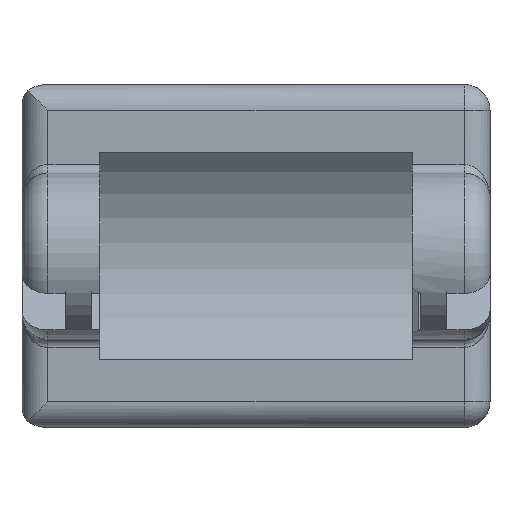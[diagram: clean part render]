
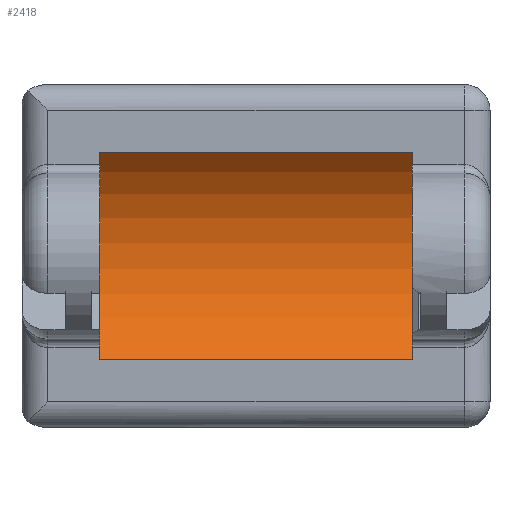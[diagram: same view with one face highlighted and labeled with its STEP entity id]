
A CAD part, left-side view. The second image highlights one B-rep face of the part: STEP entity #2418.
In plain terms, the highlighted cylindrical face has radius 17 mm (diameter 34 mm), a partial arc.
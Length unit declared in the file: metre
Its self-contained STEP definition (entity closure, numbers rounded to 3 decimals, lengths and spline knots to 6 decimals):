
#117=LINE('',#3658,#314);
#120=LINE('',#3664,#317);
#314=VECTOR('',#2888,1.);
#317=VECTOR('',#2893,1.);
#953=ORIENTED_EDGE('',*,*,#1283,.F.);
#954=ORIENTED_EDGE('',*,*,#1312,.F.);
#955=ORIENTED_EDGE('',*,*,#1254,.T.);
#956=ORIENTED_EDGE('',*,*,#1309,.F.);
#1254=EDGE_CURVE('',#1606,#1605,#1829,.T.);
#1283=EDGE_CURVE('',#1632,#1633,#1843,.T.);
#1309=EDGE_CURVE('',#1633,#1605,#117,.T.);
#1312=EDGE_CURVE('',#1606,#1632,#120,.F.);
#1605=VERTEX_POINT('',#3544);
#1606=VERTEX_POINT('',#3546);
#1632=VERTEX_POINT('',#3603);
#1633=VERTEX_POINT('',#3605);
#1829=CIRCLE('',#2507,0.017);
#1843=CIRCLE('',#2526,0.017);
#2033=EDGE_LOOP('',(#953,#954,#955,#956));
#2213=FACE_BOUND('',#2033,.T.);
#2306=CYLINDRICAL_SURFACE('',#2653,0.017);
#2418=ADVANCED_FACE('',(#2213),#2306,.F.);
#2507=AXIS2_PLACEMENT_3D('',#3545,#2795,#2796);
#2526=AXIS2_PLACEMENT_3D('',#3604,#2846,#2847);
#2653=AXIS2_PLACEMENT_3D('',#4132,#3269,#3270);
#2795=DIRECTION('',(0.,1.,0.));
#2796=DIRECTION('',(0.,0.,1.));
#2846=DIRECTION('',(0.,1.,0.));
#2847=DIRECTION('',(0.,0.,1.));
#2888=DIRECTION('',(0.,1.,0.));
#2893=DIRECTION('',(0.,1.,0.));
#3269=DIRECTION('',(0.,1.,0.));
#3270=DIRECTION('',(0.,0.,1.));
#3544=CARTESIAN_POINT('',(0.012,0.0362,-0.012042));
#3545=CARTESIAN_POINT('',(0.,0.0362,0.));
#3546=CARTESIAN_POINT('',(0.012,0.0362,0.012042));
#3603=CARTESIAN_POINT('',(0.012,0.,0.012042));
#3604=CARTESIAN_POINT('',(0.,0.,0.));
#3605=CARTESIAN_POINT('',(0.012,0.,-0.012042));
#3658=CARTESIAN_POINT('',(0.012,0.,-0.012042));
#3664=CARTESIAN_POINT('',(0.012,0.,0.012042));
#4132=CARTESIAN_POINT('',(0.,0.,0.));
